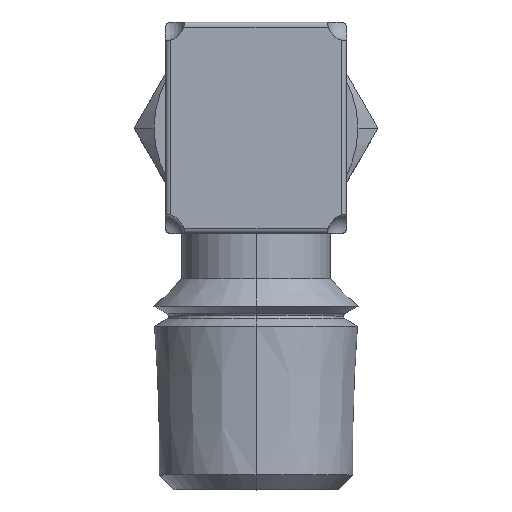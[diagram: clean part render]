
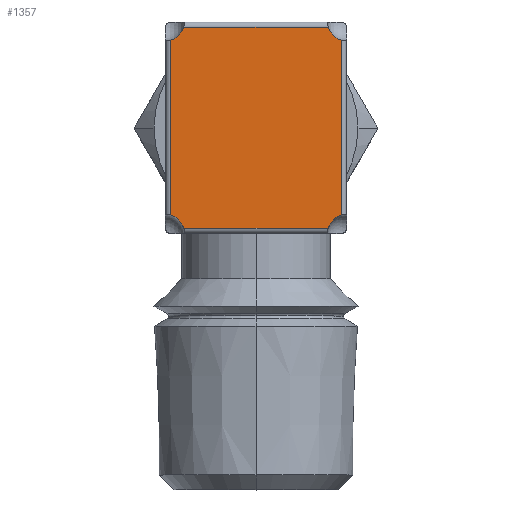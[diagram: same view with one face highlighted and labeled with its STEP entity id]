
A CAD part, top view. The second image highlights one B-rep face of the part: STEP entity #1357.
In plain terms, the highlighted planar face has unit normal (0, 0, 1).
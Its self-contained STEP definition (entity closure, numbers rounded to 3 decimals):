
#1349 = EDGE_CURVE ( 'NONE', #1353, #1350, #2856, .T. ) ;
#1350 = VERTEX_POINT ( 'NONE', #2857 ) ;
#1351 = ORIENTED_EDGE ( 'NONE', *, *, #1376, .T. ) ;
#1352 = EDGE_CURVE ( 'NONE', #1377, #1353, #2851, .T. ) ;
#1353 = VERTEX_POINT ( 'NONE', #2852 ) ;
#1355 = EDGE_LOOP ( 'NONE', ( #1356, #1373, #1351, #1390, #1413, #1401, #1387, #1398 ) ) ;
#1356 = ORIENTED_EDGE ( 'NONE', *, *, #1358, .T. ) ;
#1357 = ADVANCED_FACE ( 'NONE', ( #2864 ), #2861, .T. ) ;
#1358 = EDGE_CURVE ( 'NONE', #1365, #1372, #2917, .T. ) ;
#1365 = VERTEX_POINT ( 'NONE', #2921 ) ;
#1372 = VERTEX_POINT ( 'NONE', #2881 ) ;
#1373 = ORIENTED_EDGE ( 'NONE', *, *, #1374, .T. ) ;
#1374 = EDGE_CURVE ( 'NONE', #1372, #1375, #2934, .T. ) ;
#1375 = VERTEX_POINT ( 'NONE', #2936 ) ;
#1376 = EDGE_CURVE ( 'NONE', #1375, #1377, #2940, .T. ) ;
#1377 = VERTEX_POINT ( 'NONE', #2945 ) ;
#1386 = VERTEX_POINT ( 'NONE', #2874 ) ;
#1387 = ORIENTED_EDGE ( 'NONE', *, *, #1442, .T. ) ;
#1390 = ORIENTED_EDGE ( 'NONE', *, *, #1352, .T. ) ;
#1398 = ORIENTED_EDGE ( 'NONE', *, *, #1446, .T. ) ;
#1401 = ORIENTED_EDGE ( 'NONE', *, *, #1402, .T. ) ;
#1402 = EDGE_CURVE ( 'NONE', #1350, #1386, #2859, .T. ) ;
#1413 = ORIENTED_EDGE ( 'NONE', *, *, #1349, .T. ) ;
#1418 = VERTEX_POINT ( 'NONE', #2776 ) ;
#1442 = EDGE_CURVE ( 'NONE', #1386, #1418, #2983, .T. ) ;
#1446 = EDGE_CURVE ( 'NONE', #1418, #1365, #3029, .T. ) ;
#2674 = DIRECTION ( 'NONE',  ( 0., -1., 0. ) ) ;
#2675 = AXIS2_PLACEMENT_3D ( 'NONE', #2677, #2676, #2674 ) ;
#2676 = DIRECTION ( 'NONE',  ( 0., 0., -1. ) ) ;
#2677 = CARTESIAN_POINT ( 'NONE',  ( -6., -7., 7. ) ) ;
#2776 = CARTESIAN_POINT ( 'NONE',  ( -5.667, -5.789, 7. ) ) ;
#2848 = CARTESIAN_POINT ( 'NONE',  ( 6., 7., 7. ) ) ;
#2849 = DIRECTION ( 'NONE',  ( 0., 0., -1. ) ) ;
#2850 = AXIS2_PLACEMENT_3D ( 'NONE', #2848, #2849, #2858 ) ;
#2851 = CIRCLE ( 'NONE', #2850, 1.256 ) ;
#2852 = CARTESIAN_POINT ( 'NONE',  ( 4.789, 6.667, 7. ) ) ;
#2853 = DIRECTION ( 'NONE',  ( -1., 0., 0. ) ) ;
#2854 = VECTOR ( 'NONE', #2853, 1000. ) ;
#2855 = CARTESIAN_POINT ( 'NONE',  ( -25.799, 6.667, 7. ) ) ;
#2856 = LINE ( 'NONE', #2855, #2854 ) ;
#2857 = CARTESIAN_POINT ( 'NONE',  ( -4.789, 6.667, 7. ) ) ;
#2858 = DIRECTION ( 'NONE',  ( 0., -1., 0. ) ) ;
#2859 = CIRCLE ( 'NONE', #2909, 1.256 ) ;
#2861 = PLANE ( 'NONE',  #2911 ) ;
#2863 = CARTESIAN_POINT ( 'NONE',  ( -25.799, 7., 7. ) ) ;
#2864 = FACE_OUTER_BOUND ( 'NONE', #1355, .T. ) ;
#2874 = CARTESIAN_POINT ( 'NONE',  ( -5.667, 5.789, 7. ) ) ;
#2881 = CARTESIAN_POINT ( 'NONE',  ( 4.789, -6.667, 7. ) ) ;
#2906 = DIRECTION ( 'NONE',  ( 0., -1., 0. ) ) ;
#2907 = DIRECTION ( 'NONE',  ( 0., 0., -1. ) ) ;
#2908 = CARTESIAN_POINT ( 'NONE',  ( -6., 7., 7. ) ) ;
#2909 = AXIS2_PLACEMENT_3D ( 'NONE', #2908, #2907, #2906 ) ;
#2911 = AXIS2_PLACEMENT_3D ( 'NONE', #2863, #2913, #2912 ) ;
#2912 = DIRECTION ( 'NONE',  ( 0., -1., 0. ) ) ;
#2913 = DIRECTION ( 'NONE',  ( 0., 0., 1. ) ) ;
#2914 = DIRECTION ( 'NONE',  ( 1., 0., 0. ) ) ;
#2915 = VECTOR ( 'NONE', #2914, 1000. ) ;
#2916 = CARTESIAN_POINT ( 'NONE',  ( -25.799, -6.667, 7. ) ) ;
#2917 = LINE ( 'NONE', #2916, #2915 ) ;
#2921 = CARTESIAN_POINT ( 'NONE',  ( -4.789, -6.667, 7. ) ) ;
#2933 = AXIS2_PLACEMENT_3D ( 'NONE', #2939, #2938, #2937 ) ;
#2934 = CIRCLE ( 'NONE', #2933, 1.256 ) ;
#2936 = CARTESIAN_POINT ( 'NONE',  ( 5.667, -5.789, 7. ) ) ;
#2937 = DIRECTION ( 'NONE',  ( 0., -1., 0. ) ) ;
#2938 = DIRECTION ( 'NONE',  ( 0., 0., -1. ) ) ;
#2939 = CARTESIAN_POINT ( 'NONE',  ( 6., -7., 7. ) ) ;
#2940 = LINE ( 'NONE', #2948, #2947 ) ;
#2945 = CARTESIAN_POINT ( 'NONE',  ( 5.667, 5.789, 7. ) ) ;
#2946 = DIRECTION ( 'NONE',  ( 0., 1., 0. ) ) ;
#2947 = VECTOR ( 'NONE', #2946, 1000. ) ;
#2948 = CARTESIAN_POINT ( 'NONE',  ( 5.667, 7., 7. ) ) ;
#2983 = LINE ( 'NONE', #2998, #2997 ) ;
#2996 = DIRECTION ( 'NONE',  ( 0., -1., 0. ) ) ;
#2997 = VECTOR ( 'NONE', #2996, 1000. ) ;
#2998 = CARTESIAN_POINT ( 'NONE',  ( -5.667, -7., 7. ) ) ;
#3029 = CIRCLE ( 'NONE', #2675, 1.256 ) ;
